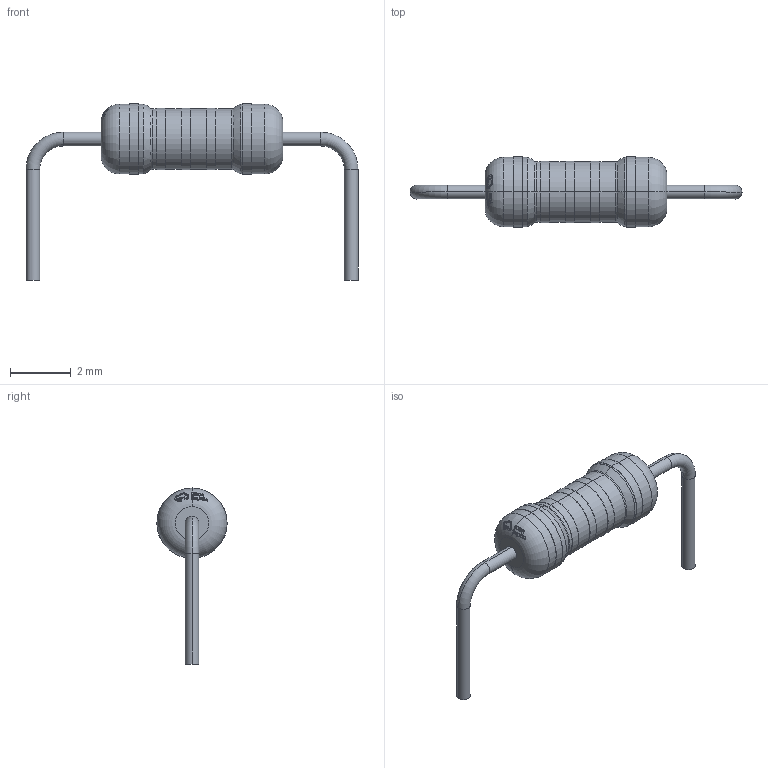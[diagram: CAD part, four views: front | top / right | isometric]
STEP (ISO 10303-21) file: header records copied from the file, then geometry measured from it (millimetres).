
FILE_DESCRIPTION (( 'STEP AP214' ), '1' );
FILE_NAME ('RES-TH_BD2.2-L6.5-P10.50.step', '2022-07-28T09:09:15', ( '' ), ( '' ), 'SwSTEP 2.0', 'SolidWorks 2020', '' );
FILE_SCHEMA (( 'AUTOMOTIVE_DESIGN' ));
Length unit declared in the file: millimetre
Products named in the file (1): RES-TH_BD2.2-L6.5-P10.50
Bounding box: 10.95 x 2.32 x 5.81 mm (x, y, z)
Volume: 23.2 mm3; surface area: 64.5 mm2
Topology: 1 solids, 1 shells, 294 faces, 765 edges, 502 vertices
Faces by surface type: plane 121, bspline 102, torus 37, cylinder 34
Entity records: 14532 total; most frequent: CARTESIAN_POINT 5123, ORIENTED_EDGE 1530, DIRECTION 817, EDGE_CURVE 765, VERTEX_POINT 502, B_SPLINE_CURVE_WITH_KNOTS 430, EDGE_LOOP 323, UNCERTAINTY_MEASURE_WITH_UNIT 297
